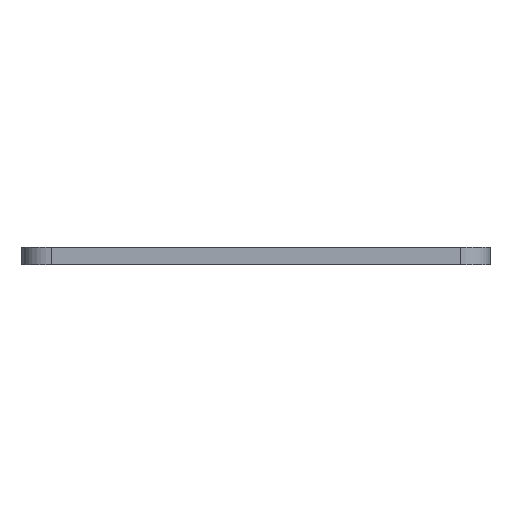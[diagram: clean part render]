
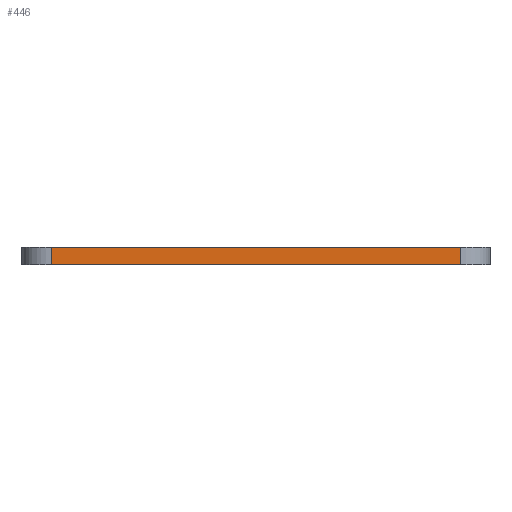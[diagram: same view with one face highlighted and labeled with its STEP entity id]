
A CAD part, front view. The second image highlights one B-rep face of the part: STEP entity #446.
In plain terms, the highlighted planar face has unit normal (0, -1, 0).
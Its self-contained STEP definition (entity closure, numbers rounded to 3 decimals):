
#24 = DIRECTION ( 'NONE',  ( 0., 1., 0. ) ) ;
#30 = DIRECTION ( 'NONE',  ( 0., 0., 1. ) ) ;
#79 = CARTESIAN_POINT ( 'NONE',  ( -35., -75., 3. ) ) ;
#116 = ORIENTED_EDGE ( 'NONE', *, *, #677, .T. ) ;
#136 = VECTOR ( 'NONE', #30, 1000. ) ;
#294 = EDGE_CURVE ( 'NONE', #646, #781, #638, .T. ) ;
#356 = EDGE_CURVE ( 'NONE', #683, #781, #508, .T. ) ;
#369 = LINE ( 'NONE', #825, #537 ) ;
#407 = CARTESIAN_POINT ( 'NONE',  ( 35., -75., 3. ) ) ;
#426 = DIRECTION ( 'NONE',  ( 1., 0., 0. ) ) ;
#446 = ADVANCED_FACE ( 'NONE', ( #459 ), #622, .F. ) ;
#459 = FACE_OUTER_BOUND ( 'NONE', #855, .T. ) ;
#475 = ORIENTED_EDGE ( 'NONE', *, *, #294, .F. ) ;
#486 = CARTESIAN_POINT ( 'NONE',  ( -35., -75., 0. ) ) ;
#508 = LINE ( 'NONE', #407, #136 ) ;
#537 = VECTOR ( 'NONE', #817, 1000. ) ;
#549 = CARTESIAN_POINT ( 'NONE',  ( 35., -75., 3. ) ) ;
#597 = AXIS2_PLACEMENT_3D ( 'NONE', #848, #24, #906 ) ;
#602 = VECTOR ( 'NONE', #881, 1000. ) ;
#622 = PLANE ( 'NONE',  #597 ) ;
#638 = LINE ( 'NONE', #936, #676 ) ;
#646 = VERTEX_POINT ( 'NONE', #899 ) ;
#676 = VECTOR ( 'NONE', #426, 1000. ) ;
#677 = EDGE_CURVE ( 'NONE', #908, #683, #369, .T. ) ;
#683 = VERTEX_POINT ( 'NONE', #752 ) ;
#711 = ORIENTED_EDGE ( 'NONE', *, *, #746, .T. ) ;
#736 = LINE ( 'NONE', #79, #602 ) ;
#746 = EDGE_CURVE ( 'NONE', #646, #908, #736, .T. ) ;
#752 = CARTESIAN_POINT ( 'NONE',  ( 35., -75., 0. ) ) ;
#781 = VERTEX_POINT ( 'NONE', #549 ) ;
#817 = DIRECTION ( 'NONE',  ( 1., 0., 0. ) ) ;
#825 = CARTESIAN_POINT ( 'NONE',  ( -40., -75., 0. ) ) ;
#848 = CARTESIAN_POINT ( 'NONE',  ( -40., -75., 3. ) ) ;
#855 = EDGE_LOOP ( 'NONE', ( #116, #928, #475, #711 ) ) ;
#881 = DIRECTION ( 'NONE',  ( 0., 0., -1. ) ) ;
#899 = CARTESIAN_POINT ( 'NONE',  ( -35., -75., 3. ) ) ;
#906 = DIRECTION ( 'NONE',  ( 0., 0., 1. ) ) ;
#908 = VERTEX_POINT ( 'NONE', #486 ) ;
#928 = ORIENTED_EDGE ( 'NONE', *, *, #356, .T. ) ;
#936 = CARTESIAN_POINT ( 'NONE',  ( -40., -75., 3. ) ) ;
